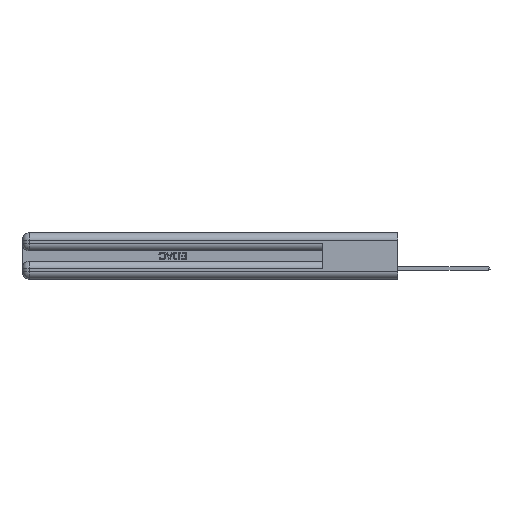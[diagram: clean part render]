
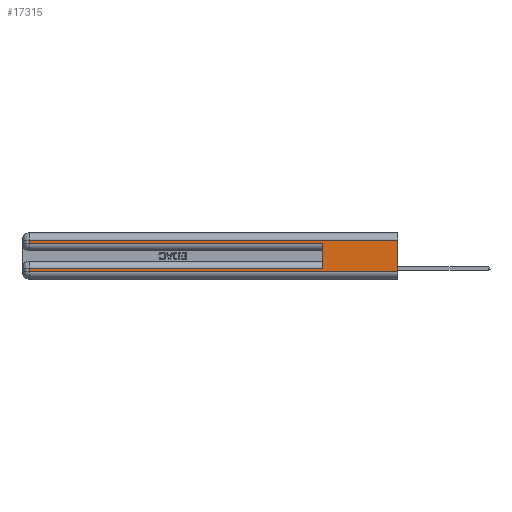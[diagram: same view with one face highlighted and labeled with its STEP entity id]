
A CAD part, left-side view. The second image highlights one B-rep face of the part: STEP entity #17315.
In plain terms, the highlighted planar face has unit normal (-1, 0, 0).
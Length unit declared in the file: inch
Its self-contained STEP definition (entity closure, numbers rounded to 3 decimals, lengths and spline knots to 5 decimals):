
#545 = CARTESIAN_POINT ( 'NONE',  ( 0., 0., 0.06 ) ) ;
#1064 = EDGE_CURVE ( 'NONE', #23958, #44472, #31126, .T. ) ;
#1191 = VERTEX_POINT ( 'NONE', #4268 ) ;
#1415 = DIRECTION ( 'NONE',  ( 0., 0., -1. ) ) ;
#1797 = EDGE_CURVE ( 'NONE', #43849, #1191, #10139, .T. ) ;
#3935 = EDGE_CURVE ( 'NONE', #32369, #10517, #33954, .T. ) ;
#4268 = CARTESIAN_POINT ( 'NONE',  ( 0., 0.6, 0.285 ) ) ;
#5722 = CARTESIAN_POINT ( 'NONE',  ( 0., 0., 0.37 ) ) ;
#5862 = VECTOR ( 'NONE', #33497, 39.37008 ) ;
#6029 = EDGE_CURVE ( 'NONE', #14402, #1191, #28113, .T. ) ;
#6182 = CARTESIAN_POINT ( 'NONE',  ( 0., 0., 0.285 ) ) ;
#6244 = DIRECTION ( 'NONE',  ( 0., 1., 0. ) ) ;
#6809 = ORIENTED_EDGE ( 'NONE', *, *, #11332, .F. ) ;
#8042 = EDGE_CURVE ( 'NONE', #43849, #21546, #26088, .T. ) ;
#8178 = DIRECTION ( 'NONE',  ( 0., 0., -1. ) ) ;
#9517 = ORIENTED_EDGE ( 'NONE', *, *, #8042, .T. ) ;
#9637 = ORIENTED_EDGE ( 'NONE', *, *, #6029, .T. ) ;
#10139 = LINE ( 'NONE', #12421, #49537 ) ;
#10155 = DIRECTION ( 'NONE',  ( 0., -1., 0. ) ) ;
#10517 = VERTEX_POINT ( 'NONE', #36742 ) ;
#10667 = VECTOR ( 'NONE', #1415, 39.37008 ) ;
#10752 = ORIENTED_EDGE ( 'NONE', *, *, #1064, .T. ) ;
#10823 = ORIENTED_EDGE ( 'NONE', *, *, #32277, .T. ) ;
#11250 = LINE ( 'NONE', #5722, #10667 ) ;
#11332 = EDGE_CURVE ( 'NONE', #23958, #10517, #11250, .T. ) ;
#11957 = CARTESIAN_POINT ( 'NONE',  ( 0., 0.6, 0.085 ) ) ;
#12421 = CARTESIAN_POINT ( 'NONE',  ( 0., 0.6, 0.145 ) ) ;
#13819 = CARTESIAN_POINT ( 'NONE',  ( 0., 0., 0.31 ) ) ;
#13825 = PLANE ( 'NONE',  #29436 ) ;
#14008 = DIRECTION ( 'NONE',  ( 0., 0., -1. ) ) ;
#14402 = VERTEX_POINT ( 'NONE', #28146 ) ;
#16623 = VECTOR ( 'NONE', #47889, 39.37008 ) ;
#16768 = EDGE_CURVE ( 'NONE', #44472, #14402, #27644, .T. ) ;
#17315 = ADVANCED_FACE ( 'NONE', ( #30038 ), #13825, .F. ) ;
#18005 = CARTESIAN_POINT ( 'NONE',  ( 0., 0., 0.31 ) ) ;
#19776 = LINE ( 'NONE', #33262, #21033 ) ;
#20122 = DIRECTION ( 'NONE',  ( 0., 0., 1. ) ) ;
#20992 = DIRECTION ( 'NONE',  ( 0., 0., -1. ) ) ;
#21033 = VECTOR ( 'NONE', #20992, 39.37008 ) ;
#21105 = VECTOR ( 'NONE', #6244, 39.37008 ) ;
#21546 = VERTEX_POINT ( 'NONE', #39361 ) ;
#22311 = DIRECTION ( 'NONE',  ( 1., 0., 0. ) ) ;
#23958 = VERTEX_POINT ( 'NONE', #13819 ) ;
#25879 = CARTESIAN_POINT ( 'NONE',  ( 0., 0., 0.085 ) ) ;
#26088 = LINE ( 'NONE', #25879, #21105 ) ;
#27278 = ORIENTED_EDGE ( 'NONE', *, *, #16768, .T. ) ;
#27644 = LINE ( 'NONE', #47269, #43067 ) ;
#28113 = LINE ( 'NONE', #6182, #45362 ) ;
#28146 = CARTESIAN_POINT ( 'NONE',  ( 0., 2.94, 0.285 ) ) ;
#29436 = AXIS2_PLACEMENT_3D ( 'NONE', #41416, #22311, #14008 ) ;
#30038 = FACE_OUTER_BOUND ( 'NONE', #47883, .T. ) ;
#30319 = CARTESIAN_POINT ( 'NONE',  ( 0., 2.94, 0.06 ) ) ;
#31126 = LINE ( 'NONE', #18005, #5862 ) ;
#32277 = EDGE_CURVE ( 'NONE', #21546, #32369, #19776, .T. ) ;
#32369 = VERTEX_POINT ( 'NONE', #30319 ) ;
#33262 = CARTESIAN_POINT ( 'NONE',  ( 0., 2.94, 0.37 ) ) ;
#33425 = CARTESIAN_POINT ( 'NONE',  ( 0., 2.94, 0.31 ) ) ;
#33497 = DIRECTION ( 'NONE',  ( 0., 1., 0. ) ) ;
#33954 = LINE ( 'NONE', #545, #16623 ) ;
#36742 = CARTESIAN_POINT ( 'NONE',  ( 0., 0., 0.06 ) ) ;
#38596 = ORIENTED_EDGE ( 'NONE', *, *, #3935, .T. ) ;
#39361 = CARTESIAN_POINT ( 'NONE',  ( 0., 2.94, 0.085 ) ) ;
#41416 = CARTESIAN_POINT ( 'NONE',  ( 0., 0., 0.37 ) ) ;
#41642 = ORIENTED_EDGE ( 'NONE', *, *, #1797, .F. ) ;
#43067 = VECTOR ( 'NONE', #8178, 39.37008 ) ;
#43849 = VERTEX_POINT ( 'NONE', #11957 ) ;
#44472 = VERTEX_POINT ( 'NONE', #33425 ) ;
#45362 = VECTOR ( 'NONE', #10155, 39.37008 ) ;
#47269 = CARTESIAN_POINT ( 'NONE',  ( 0., 2.94, 0.37 ) ) ;
#47883 = EDGE_LOOP ( 'NONE', ( #6809, #10752, #27278, #9637, #41642, #9517, #10823, #38596 ) ) ;
#47889 = DIRECTION ( 'NONE',  ( 0., -1., 0. ) ) ;
#49537 = VECTOR ( 'NONE', #20122, 39.37008 ) ;
